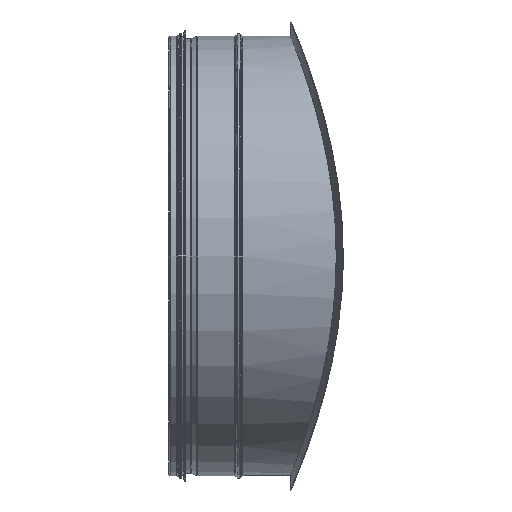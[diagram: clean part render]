
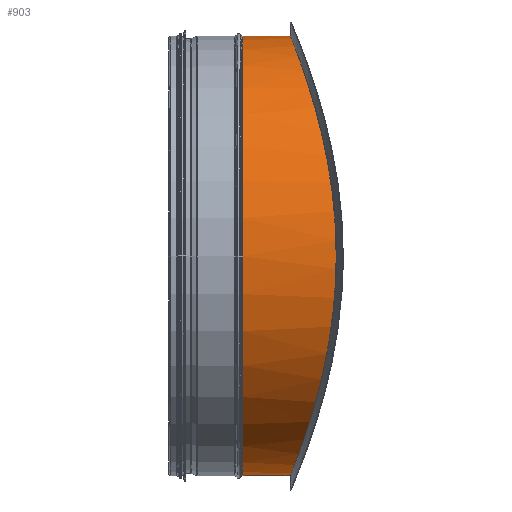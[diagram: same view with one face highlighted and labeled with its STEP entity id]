
A CAD part, left-side view. The second image highlights one B-rep face of the part: STEP entity #903.
In plain terms, the highlighted cylindrical face has radius 199.4 mm (diameter 398.8 mm), a full revolution.
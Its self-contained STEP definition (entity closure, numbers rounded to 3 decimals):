
#645=CARTESIAN_POINT('',(199.4,111.,0.0));
#646=VERTEX_POINT('',#645);
#655=CARTESIAN_POINT('',(-199.4,111.,0.0));
#656=VERTEX_POINT('',#655);
#657=CARTESIAN_POINT('',(-199.4,111.,0.));
#658=CARTESIAN_POINT('',(-199.4,111.,-6.334));
#659=CARTESIAN_POINT('',(-199.097,111.121,-12.765));
#660=CARTESIAN_POINT('',(-197.844,111.62,-25.695));
#661=CARTESIAN_POINT('',(-196.894,111.997,-32.194));
#662=CARTESIAN_POINT('',(-193.058,113.504,-51.606));
#663=CARTESIAN_POINT('',(-189.17,115.019,-64.433));
#664=CARTESIAN_POINT('',(-178.95,118.832,-88.96));
#665=CARTESIAN_POINT('',(-172.61,121.13,-100.68));
#666=CARTESIAN_POINT('',(-158.018,126.086,-122.314));
#667=CARTESIAN_POINT('',(-149.766,128.74,-132.228));
#668=CARTESIAN_POINT('',(-132.219,133.906,-149.775));
#669=CARTESIAN_POINT('',(-122.301,136.605,-158.028));
#670=CARTESIAN_POINT('',(-100.669,141.723,-172.616));
#671=CARTESIAN_POINT('',(-88.955,144.138,-178.952));
#672=CARTESIAN_POINT('',(-64.442,148.189,-189.166));
#673=CARTESIAN_POINT('',(-51.621,149.824,-193.053));
#674=CARTESIAN_POINT('',(-32.21,151.458,-196.892));
#675=CARTESIAN_POINT('',(-25.711,151.869,-197.842));
#676=CARTESIAN_POINT('',(-12.775,152.412,-199.096));
#677=CARTESIAN_POINT('',(-6.34,152.544,-199.4));
#678=CARTESIAN_POINT('',(0.,152.544,-199.4));
#679=CARTESIAN_POINT('',(6.34,152.544,-199.4));
#680=CARTESIAN_POINT('',(12.775,152.412,-199.096));
#681=CARTESIAN_POINT('',(25.711,151.869,-197.842));
#682=CARTESIAN_POINT('',(32.21,151.458,-196.892));
#683=CARTESIAN_POINT('',(51.621,149.824,-193.053));
#684=CARTESIAN_POINT('',(64.442,148.189,-189.166));
#685=CARTESIAN_POINT('',(88.955,144.138,-178.952));
#686=CARTESIAN_POINT('',(100.669,141.723,-172.616));
#687=CARTESIAN_POINT('',(122.301,136.605,-158.028));
#688=CARTESIAN_POINT('',(132.219,133.906,-149.775));
#689=CARTESIAN_POINT('',(149.766,128.74,-132.228));
#690=CARTESIAN_POINT('',(158.018,126.086,-122.314));
#691=CARTESIAN_POINT('',(172.61,121.13,-100.68));
#692=CARTESIAN_POINT('',(178.95,118.832,-88.96));
#693=CARTESIAN_POINT('',(189.17,115.019,-64.433));
#694=CARTESIAN_POINT('',(193.058,113.504,-51.606));
#695=CARTESIAN_POINT('',(196.894,111.997,-32.194));
#696=CARTESIAN_POINT('',(197.844,111.62,-25.695));
#697=CARTESIAN_POINT('',(199.097,111.121,-12.765));
#698=CARTESIAN_POINT('',(199.4,111.,-6.334));
#699=CARTESIAN_POINT('',(199.4,111.,0.));
#700=B_SPLINE_CURVE_WITH_KNOTS('',3,(#657,#658,#659,#660,#661,#662,#663,#664,#665,#666,#667,#668,#669,#670,#671,#672,#673,#674,#675,#676,#677,#678,#679,#680,#681,#682,#683,#684,#685,#686,#687,#688,#689,#690,#691,#692,#693,#694,#695,#696,#697,#698,#699),.UNSPECIFIED.,.F.,.U.,(4,2,2,2,2,2,2,2,2,2,3,2,2,2,2,2,2,2,2,2,4),(91.249,93.149,95.049,98.849,102.649,106.45,110.254,114.057,117.861,119.763,121.665,123.567,125.469,129.273,133.077,136.881,140.681,144.481,148.282,150.182,152.082),.UNSPECIFIED.);
#701=EDGE_CURVE('',#656,#646,#700,.T.);
#703=CARTESIAN_POINT('',(199.4,111.,0.003));
#704=VERTEX_POINT('',#703);
#705=CARTESIAN_POINT('',(199.4,111.,0.003));
#706=CARTESIAN_POINT('',(199.4,111.,6.336));
#707=CARTESIAN_POINT('',(199.097,111.121,12.766));
#708=CARTESIAN_POINT('',(197.844,111.62,25.695));
#709=CARTESIAN_POINT('',(196.894,111.997,32.194));
#710=CARTESIAN_POINT('',(193.058,113.504,51.606));
#711=CARTESIAN_POINT('',(189.17,115.019,64.433));
#712=CARTESIAN_POINT('',(178.95,118.832,88.96));
#713=CARTESIAN_POINT('',(172.61,121.13,100.68));
#714=CARTESIAN_POINT('',(158.018,126.086,122.314));
#715=CARTESIAN_POINT('',(149.766,128.74,132.228));
#716=CARTESIAN_POINT('',(132.219,133.906,149.775));
#717=CARTESIAN_POINT('',(122.301,136.605,158.028));
#718=CARTESIAN_POINT('',(100.669,141.723,172.616));
#719=CARTESIAN_POINT('',(88.955,144.138,178.952));
#720=CARTESIAN_POINT('',(64.442,148.189,189.166));
#721=CARTESIAN_POINT('',(51.621,149.824,193.053));
#722=CARTESIAN_POINT('',(32.21,151.458,196.892));
#723=CARTESIAN_POINT('',(25.711,151.869,197.842));
#724=CARTESIAN_POINT('',(12.775,152.412,199.096));
#725=CARTESIAN_POINT('',(6.34,152.544,199.4));
#726=CARTESIAN_POINT('',(-6.34,152.544,199.4));
#727=CARTESIAN_POINT('',(-12.775,152.412,199.096));
#728=CARTESIAN_POINT('',(-25.711,151.869,197.842));
#729=CARTESIAN_POINT('',(-32.21,151.458,196.892));
#730=CARTESIAN_POINT('',(-51.621,149.824,193.053));
#731=CARTESIAN_POINT('',(-64.442,148.189,189.166));
#732=CARTESIAN_POINT('',(-88.955,144.138,178.952));
#733=CARTESIAN_POINT('',(-100.669,141.723,172.616));
#734=CARTESIAN_POINT('',(-122.301,136.605,158.028));
#735=CARTESIAN_POINT('',(-132.219,133.906,149.775));
#736=CARTESIAN_POINT('',(-149.766,128.74,132.228));
#737=CARTESIAN_POINT('',(-158.018,126.086,122.314));
#738=CARTESIAN_POINT('',(-172.61,121.13,100.68));
#739=CARTESIAN_POINT('',(-178.95,118.832,88.96));
#740=CARTESIAN_POINT('',(-189.17,115.019,64.433));
#741=CARTESIAN_POINT('',(-193.058,113.504,51.606));
#742=CARTESIAN_POINT('',(-196.894,111.997,32.194));
#743=CARTESIAN_POINT('',(-197.844,111.62,25.695));
#744=CARTESIAN_POINT('',(-199.097,111.121,12.765));
#745=CARTESIAN_POINT('',(-199.4,111.,6.334));
#746=CARTESIAN_POINT('',(-199.4,111.,0.));
#747=B_SPLINE_CURVE_WITH_KNOTS('',3,(#705,#706,#707,#708,#709,#710,#711,#712,#713,#714,#715,#716,#717,#718,#719,#720,#721,#722,#723,#724,#725,#726,#727,#728,#729,#730,#731,#732,#733,#734,#735,#736,#737,#738,#739,#740,#741,#742,#743,#744,#745,#746),.UNSPECIFIED.,.F.,.U.,(4,2,2,2,2,2,2,2,2,2,2,2,2,2,2,2,2,2,2,2,4),(30.417,32.316,34.216,38.017,41.817,45.617,49.421,53.225,57.029,58.931,60.833,62.735,64.637,68.441,72.245,76.049,79.849,83.649,87.449,89.349,91.249),.UNSPECIFIED.);
#748=EDGE_CURVE('',#704,#656,#747,.T.);
#853=CARTESIAN_POINT('',(199.4,67.0,0.003));
#854=VERTEX_POINT('',#853);
#855=CARTESIAN_POINT('',(199.4,67.0,0.003));
#856=DIRECTION('',(0.0,1.0,0.0));
#857=VECTOR('',#856,44.);
#858=LINE('',#855,#857);
#859=EDGE_CURVE('',#854,#704,#858,.T.);
#878=CARTESIAN_POINT('',(0.,300.394,0.0));
#879=DIRECTION('',(0.,1.0,0.0));
#880=DIRECTION('',(1.0,0.0,0.0));
#881=AXIS2_PLACEMENT_3D('',#878,#879,#880);
#882=CYLINDRICAL_SURFACE('',#881,199.4);
#883=ORIENTED_EDGE('',*,*,#748,.T.);
#884=ORIENTED_EDGE('',*,*,#701,.T.);
#885=CARTESIAN_POINT('',(199.4,67.0,0.0));
#886=VERTEX_POINT('',#885);
#887=CARTESIAN_POINT('',(199.4,67.0,0.0));
#888=DIRECTION('',(0.0,1.0,0.0));
#889=VECTOR('',#888,44.);
#890=LINE('',#887,#889);
#891=EDGE_CURVE('',#886,#646,#890,.T.);
#892=ORIENTED_EDGE('',*,*,#891,.F.);
#893=CARTESIAN_POINT('',(0.,67.,0.0));
#894=DIRECTION('',(0.0,1.0,0.0));
#895=DIRECTION('',(1.0,0.0,0.0));
#896=AXIS2_PLACEMENT_3D('',#893,#894,#895);
#897=CIRCLE('',#896,199.4);
#898=EDGE_CURVE('',#886,#854,#897,.T.);
#899=ORIENTED_EDGE('',*,*,#898,.T.);
#900=ORIENTED_EDGE('',*,*,#859,.T.);
#901=EDGE_LOOP('',(#883,#884,#892,#899,#900));
#902=FACE_OUTER_BOUND('',#901,.T.);
#903=ADVANCED_FACE('',(#902),#882,.T.);
